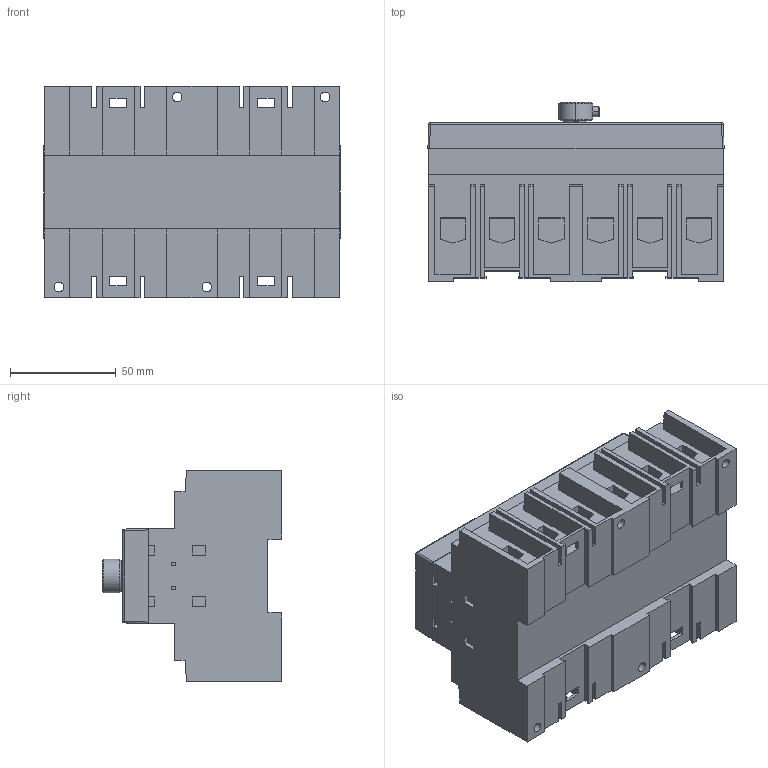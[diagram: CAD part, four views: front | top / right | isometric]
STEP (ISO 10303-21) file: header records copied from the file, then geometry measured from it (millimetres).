
FILE_DESCRIPTION((''),'2;1');
FILE_NAME('OT100-125F6','2024-06-03T07:25:08',('FIRARAN'),(''),'CREO PARAMETRIC BY PTC INC, 2022364','CREO PARAMETRIC BY PTC INC, 2022364','');
FILE_SCHEMA(('AUTOMOTIVE_DESIGN { 1 0 10303 214 1 1 1 1 }'));
Length unit declared in the file: millimetre
Products named in the file (1): OT100-125F6
Bounding box: 140.25 x 84.8 x 100 mm (x, y, z)
Volume: 4269 mm3; surface area: 122088.7 mm2
Topology: 13 solids, 14 shells, 1026 faces, 2886 edges, 2067 vertices
Faces by surface type: plane 608, cylinder 250, bspline 59, cone 57, extrusion 33, torus 11, sphere 8
Entity records: 47063 total; most frequent: CARTESIAN_POINT 13307, ORIENTED_EDGE 5420, DIRECTION 4826, EDGE_CURVE 2713, VECTOR 1945, LINE 1912, VERTEX_POINT 1745, AXIS2_PLACEMENT_3D 1439
